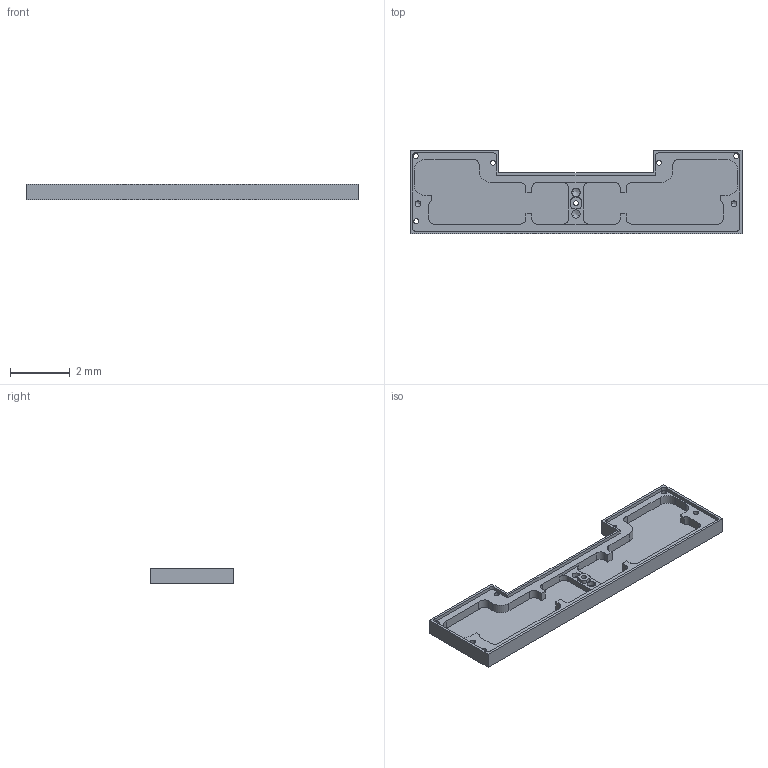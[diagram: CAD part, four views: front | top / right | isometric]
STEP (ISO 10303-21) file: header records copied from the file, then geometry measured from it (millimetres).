
FILE_DESCRIPTION(('produced by SPATIAL CORP'),'2;1');
FILE_NAME('part11.hh.sat.stp', '2002-04-19T09:54:17+00:00',('SPATIAL CORP'),('SPATIAL CORP'), 'ACIS STEP Husk','http://www.spatial.com','SPATIAL CORP');
FILE_SCHEMA(('CONFIG_CONTROL_DESIGN'));
Length unit declared in the file: millimetre
Products named in the file (1): PRODUCT_ID_1
Bounding box: 11.15 x 2.8 x 0.54 mm (x, y, z)
Volume: 6.3 mm3; surface area: 85.6 mm2
Topology: 1 solids, 1 shells, 157 faces, 429 edges, 279 vertices
Faces by surface type: cylinder 74, plane 67, cone 16
Entity records: 5056 total; most frequent: CARTESIAN_POINT 1191, ORIENTED_EDGE 834, DIRECTION 724, EDGE_CURVE 417, VERTEX_POINT 279, VECTOR 252, LINE 252, AXIS2_PLACEMENT_3D 236
